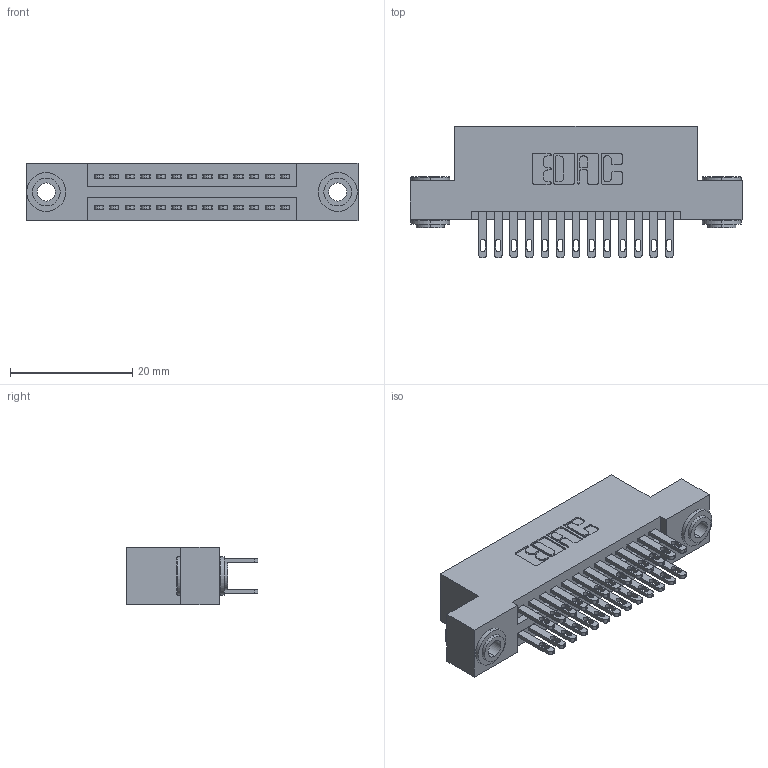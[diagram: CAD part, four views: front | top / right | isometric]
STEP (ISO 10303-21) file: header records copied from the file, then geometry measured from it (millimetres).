
FILE_DESCRIPTION (( 'STEP AP203' ), '1' );
FILE_NAME ('895-026-500-203.STEP', '2020-09-25T14:22:47', ( '' ), ( '' ), 'SwSTEP 2.0', 'SolidWorks 2020', '' );
FILE_SCHEMA (( 'CONFIG_CONTROL_DESIGN' ));
Length unit declared in the file: inch
Products named in the file (4): 895-026-500-203; 845 Part_Flush Mounting Lugs - 0.156 Dia-TH; 345-250-002_345-250-002-102; 345-292-001_345-293-100
Assembly tree (29 placements, depth 2):
  895-026-500-203
    845 Part_Flush Mounting Lugs - 0.156 Dia-TH
    345-292-001_345-293-100  x26
    345-250-002_345-250-002-102  x2
Bounding box: 54.23 x 21.51 x 9.4 mm (x, y, z)
Volume: 5097.5 mm3; surface area: 7443.4 mm2
Topology: 29 solids, 29 shells, 1360 faces, 4083 edges, 2718 vertices
Faces by surface type: plane 792, cylinder 560, cone 8
Entity records: 14684 total; most frequent: CARTESIAN_POINT 2463, ORIENTED_EDGE 2390, DIRECTION 2241, EDGE_CURVE 1195, LINE 983, VECTOR 983, VERTEX_POINT 794, AXIS2_PLACEMENT_3D 629
